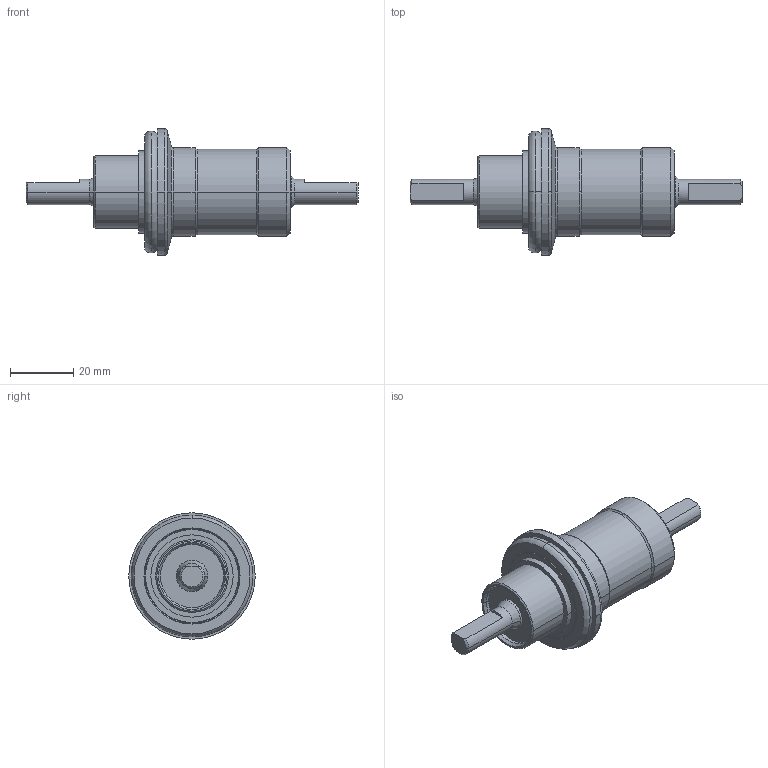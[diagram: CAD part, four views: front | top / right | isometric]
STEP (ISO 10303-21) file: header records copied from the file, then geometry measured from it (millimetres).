
FILE_DESCRIPTION(('FreeCAD Model'),'2;1');
FILE_NAME( 'FRE-KF25.stp', '2022-01-20T10:37:11',('Author'),(''), 'Open CASCADE STEP processor 7.3','FreeCAD','Unknown');
FILE_SCHEMA(('AUTOMOTIVE_DESIGN { 1 0 10303 214 1 1 1 1 }'));
Length unit declared in the file: millimetre
Products named in the file (1): FRE-KF25
Bounding box: 105 x 40 x 40 mm (x, y, z)
Volume: 39628.6 mm3; surface area: 9183.3 mm2
Topology: 1 solids, 1 shells, 76 faces, 177 edges, 111 vertices
Faces by surface type: cylinder 24, cone 20, plane 14, torus 12, bspline 6
Entity records: 5761 total; most frequent: CARTESIAN_POINT 2181, DIRECTION 711, ORIENTED_EDGE 354, PCURVE 354, DEFINITIONAL_REPRESENTATION 354, LINE 316, VECTOR 316, AXIS2_PLACEMENT_3D 194
